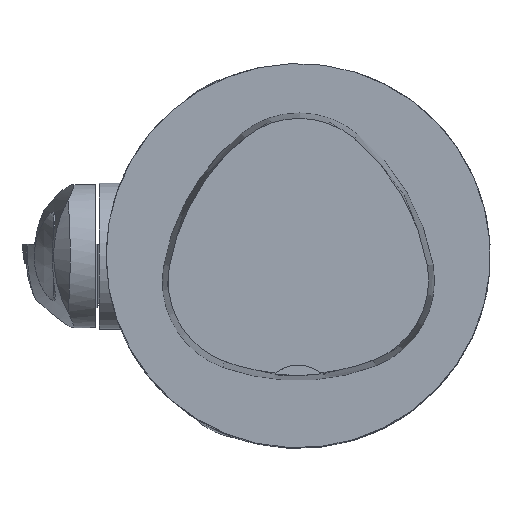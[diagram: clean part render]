
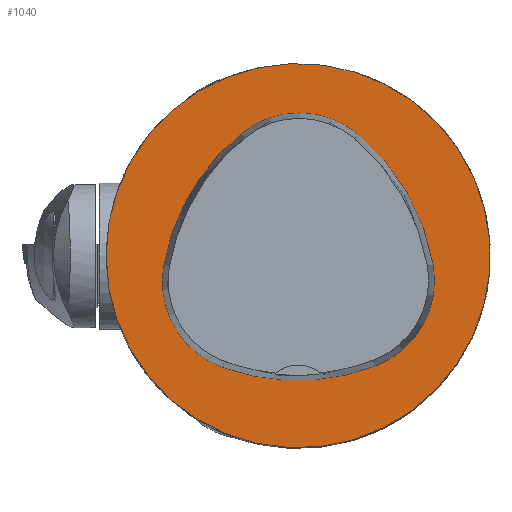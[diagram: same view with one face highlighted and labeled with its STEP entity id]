
A CAD part, top view. The second image highlights one B-rep face of the part: STEP entity #1040.
In plain terms, the highlighted planar face has unit normal (0, 0, 1).
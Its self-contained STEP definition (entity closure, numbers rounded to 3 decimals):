
#617=PLANE('',#6895);
#924=FACE_BOUND('',#1804,.T.);
#925=FACE_BOUND('',#1805,.T.);
#1040=ADVANCED_FACE('',(#924,#925),#617,.T.);
#1804=EDGE_LOOP('',(#3234,#3235,#3236,#3237,#3238,#3239));
#1805=EDGE_LOOP('',(#3240));
#3234=ORIENTED_EDGE('',*,*,#5710,.T.);
#3235=ORIENTED_EDGE('',*,*,#5690,.T.);
#3236=ORIENTED_EDGE('',*,*,#5694,.T.);
#3237=ORIENTED_EDGE('',*,*,#5697,.T.);
#3238=ORIENTED_EDGE('',*,*,#5700,.T.);
#3239=ORIENTED_EDGE('',*,*,#5708,.T.);
#3240=ORIENTED_EDGE('',*,*,#5681,.F.);
#5012=VERTEX_POINT('',#9489);
#5021=VERTEX_POINT('',#9509);
#5022=VERTEX_POINT('',#9510);
#5025=VERTEX_POINT('',#9518);
#5027=VERTEX_POINT('',#9524);
#5029=VERTEX_POINT('',#9530);
#5036=VERTEX_POINT('',#9551);
#5681=EDGE_CURVE('',#5012,#5012,#6553,.T.);
#5690=EDGE_CURVE('',#5021,#5022,#6554,.T.);
#5694=EDGE_CURVE('',#5022,#5025,#6556,.T.);
#5697=EDGE_CURVE('',#5025,#5027,#6558,.T.);
#5700=EDGE_CURVE('',#5027,#5029,#6560,.T.);
#5708=EDGE_CURVE('',#5029,#5036,#6564,.T.);
#5710=EDGE_CURVE('',#5036,#5021,#6566,.T.);
#6553=CIRCLE('',#6866,31.5);
#6554=CIRCLE('',#6873,36.);
#6556=CIRCLE('',#6876,15.);
#6558=CIRCLE('',#6879,36.);
#6560=CIRCLE('',#6882,15.);
#6564=CIRCLE('',#6887,36.);
#6566=CIRCLE('',#6890,15.);
#6866=AXIS2_PLACEMENT_3D('',#9488,#7640,#7641);
#6873=AXIS2_PLACEMENT_3D('',#9508,#7658,#7659);
#6876=AXIS2_PLACEMENT_3D('',#9517,#7666,#7667);
#6879=AXIS2_PLACEMENT_3D('',#9523,#7673,#7674);
#6882=AXIS2_PLACEMENT_3D('',#9529,#7680,#7681);
#6887=AXIS2_PLACEMENT_3D('',#9552,#7692,#7693);
#6890=AXIS2_PLACEMENT_3D('',#9555,#7698,#7699);
#6895=AXIS2_PLACEMENT_3D('',#9560,#7708,#7709);
#7640=DIRECTION('',(0.,0.,-1.));
#7641=DIRECTION('',(-1.,0.,0.));
#7658=DIRECTION('',(0.,0.,-1.));
#7659=DIRECTION('',(-1.,0.,0.));
#7666=DIRECTION('',(0.,0.,-1.));
#7667=DIRECTION('',(-1.,0.,0.));
#7673=DIRECTION('',(0.,0.,-1.));
#7674=DIRECTION('',(-1.,0.,0.));
#7680=DIRECTION('',(0.,0.,-1.));
#7681=DIRECTION('',(-1.,0.,0.));
#7692=DIRECTION('',(0.,0.,-1.));
#7693=DIRECTION('',(-1.,0.,0.));
#7698=DIRECTION('',(0.,0.,-1.));
#7699=DIRECTION('',(-1.,0.,0.));
#7708=DIRECTION('',(0.,0.,1.));
#7709=DIRECTION('',(1.,0.,0.));
#9488=CARTESIAN_POINT('',(0.,0.,0.));
#9489=CARTESIAN_POINT('',(-31.5,0.,0.));
#9508=CARTESIAN_POINT('',(13.398,-7.893,0.));
#9509=CARTESIAN_POINT('',(-22.041,-1.562,0.));
#9510=CARTESIAN_POINT('',(-9.317,20.036,0.));
#9517=CARTESIAN_POINT('',(0.148,8.399,0.));
#9518=CARTESIAN_POINT('',(9.779,19.898,0.));
#9523=CARTESIAN_POINT('',(-13.337,-7.7,0.));
#9524=CARTESIAN_POINT('',(22.122,-1.48,0.));
#9529=CARTESIAN_POINT('',(7.347,-4.071,0.));
#9530=CARTESIAN_POINT('',(12.693,-18.087,0.));
#9551=CARTESIAN_POINT('',(-12.373,-18.307,0.));
#9552=CARTESIAN_POINT('',(-0.137,15.55,0.));
#9555=CARTESIAN_POINT('',(-7.275,-4.2,0.));
#9560=CARTESIAN_POINT('',(0.,0.,0.));
